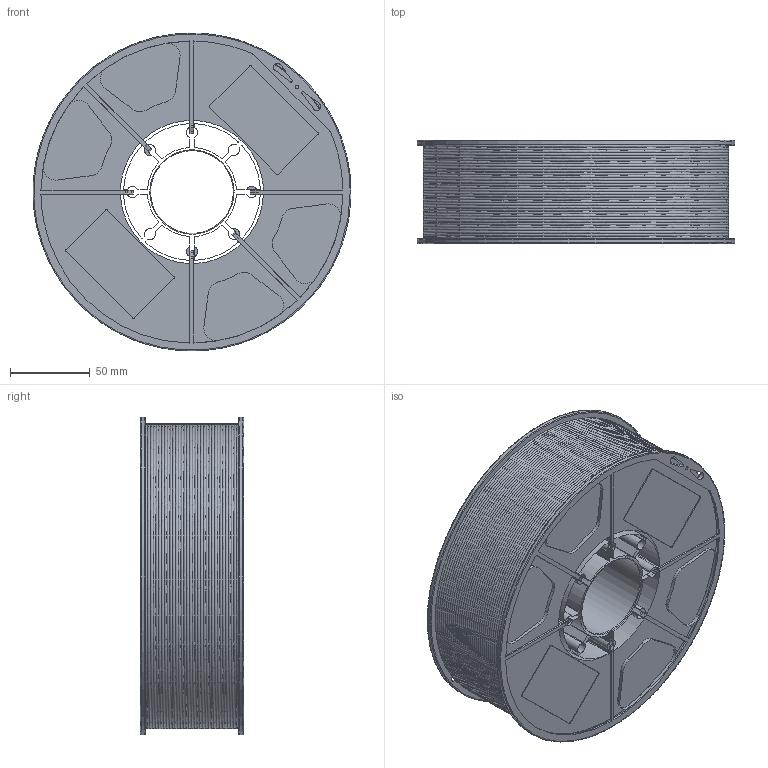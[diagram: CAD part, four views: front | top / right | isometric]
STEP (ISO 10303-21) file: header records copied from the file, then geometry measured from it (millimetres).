
FILE_DESCRIPTION ((), '1');
FILE_NAME ('spool.stp', '2019-06-11T22:43:14', ('Unknown'), ('Unknown'), 'HarmonyWare STEP v2.1.0', 'HarmonyWare Translators', '');
FILE_SCHEMA (('CONFIG_CONTROL_DESIGN'));
Length unit declared in the file: millimetre
Assembly tree (2 placements, depth 2):
  (unnamed)
    (unnamed)
    (unnamed)
Bounding box: 199.93 x 65 x 199.86 mm (x, y, z)
Volume: 1506761.5 mm3; surface area: 272870.2 mm2
Topology: 2 solids, 2 shells, 385 faces, 1086 edges, 705 vertices
Faces by surface type: bspline 385
Entity records: 18882 total; most frequent: CARTESIAN_POINT 12520, ORIENTED_EDGE 2172, EDGE_CURVE 1086, VERTEX_POINT 705, B_SPLINE_CURVE_WITH_KNOTS 665, EDGE_LOOP 433, FACE_OUTER_BOUND 385, ADVANCED_FACE 385
